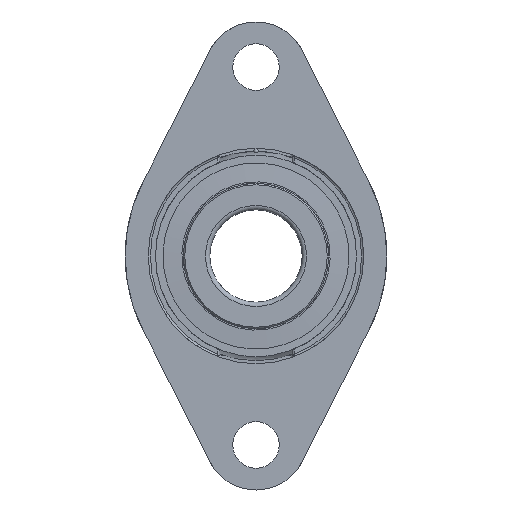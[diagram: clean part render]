
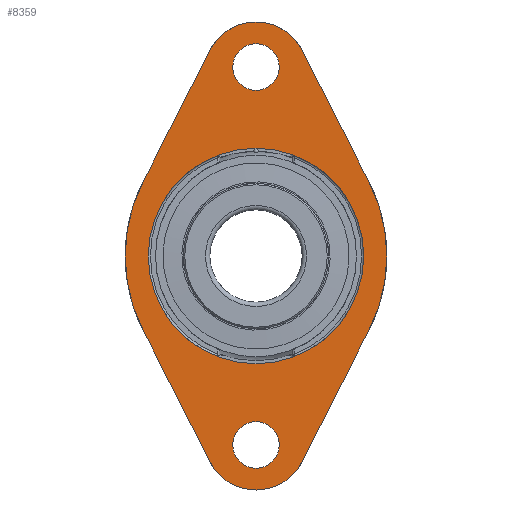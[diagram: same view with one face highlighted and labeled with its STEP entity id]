
A CAD part, left-side view. The second image highlights one B-rep face of the part: STEP entity #8359.
In plain terms, the highlighted face is planar.
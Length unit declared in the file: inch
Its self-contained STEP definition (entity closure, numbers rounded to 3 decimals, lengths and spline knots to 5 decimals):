
#360=CARTESIAN_POINT('',(1.00036,1.53198,-0.));
#361=VERTEX_POINT('',#360);
#368=CARTESIAN_POINT('',(-1.00036,1.53198,-0.));
#369=VERTEX_POINT('',#368);
#370=CARTESIAN_POINT('',(0.,-0.43588,0.));
#371=DIRECTION('',(-0.,0.,1.));
#372=DIRECTION('',(1.,0.,0.));
#373=AXIS2_PLACEMENT_3D('',#370,#371,#372);
#374=CIRCLE('',#373,2.20753);
#375=EDGE_CURVE('',#361,#369,#374,.T.);
#2482=CARTESIAN_POINT('',(-2.7865,0.624,-0.));
#2483=VERTEX_POINT('',#2482);
#2484=CARTESIAN_POINT('',(-1.00036,1.53198,-0.));
#2485=DIRECTION('',(-0.891,-0.453,0.));
#2486=VECTOR('',#2485,0.78885);
#2487=LINE('',#2484,#2486);
#2488=EDGE_CURVE('',#369,#2483,#2487,.T.);
#2616=CARTESIAN_POINT('',(-1.00036,-1.53198,0.));
#2617=VERTEX_POINT('',#2616);
#2624=CARTESIAN_POINT('',(1.00036,-1.53198,0.));
#2625=VERTEX_POINT('',#2624);
#2626=CARTESIAN_POINT('',(0.,0.43588,-0.));
#2627=DIRECTION('',(-0.,0.,1.));
#2628=DIRECTION('',(1.,0.,0.));
#2629=AXIS2_PLACEMENT_3D('',#2626,#2627,#2628);
#2630=CIRCLE('',#2629,2.20753);
#2631=EDGE_CURVE('',#2617,#2625,#2630,.T.);
#4738=CARTESIAN_POINT('',(2.7865,-0.624,0.));
#4739=VERTEX_POINT('',#4738);
#4740=CARTESIAN_POINT('',(1.00036,-1.53198,0.));
#4741=DIRECTION('',(0.891,0.453,-0.));
#4742=VECTOR('',#4741,0.78885);
#4743=LINE('',#4740,#4742);
#4744=EDGE_CURVE('',#2625,#4739,#4743,.T.);
#6334=CARTESIAN_POINT('',(2.7865,0.624,-0.));
#6335=VERTEX_POINT('',#6334);
#6336=CARTESIAN_POINT('',(2.46929,0.,-0.));
#6337=DIRECTION('',(-0.,0.,1.));
#6338=DIRECTION('',(1.,0.,0.));
#6339=AXIS2_PLACEMENT_3D('',#6336,#6337,#6338);
#6340=CIRCLE('',#6339,0.7);
#6341=EDGE_CURVE('',#4739,#6335,#6340,.T.);
#8142=CARTESIAN_POINT('',(-0.,-1.45997,0.));
#8143=VERTEX_POINT('',#8142);
#8174=CARTESIAN_POINT('',(0.,1.45997,0.));
#8175=VERTEX_POINT('',#8174);
#8176=CARTESIAN_POINT('',(0.,0.,0.));
#8177=DIRECTION('',(0.,0.,1.));
#8178=DIRECTION('',(0.,1.,-0.));
#8179=AXIS2_PLACEMENT_3D('',#8176,#8177,#8178);
#8180=CIRCLE('',#8179,1.45997);
#8181=EDGE_CURVE('',#8175,#8143,#8180,.T.);
#8183=CARTESIAN_POINT('',(0.,0.,0.));
#8184=DIRECTION('',(0.,0.,1.));
#8185=DIRECTION('',(0.,1.,-0.));
#8186=AXIS2_PLACEMENT_3D('',#8183,#8184,#8185);
#8187=CIRCLE('',#8186,1.45997);
#8188=EDGE_CURVE('',#8143,#8175,#8187,.T.);
#8260=CARTESIAN_POINT('',(2.24409,0.,-0.));
#8261=VERTEX_POINT('',#8260);
#8268=CARTESIAN_POINT('',(2.55906,0.,-0.));
#8269=DIRECTION('',(-0.,0.,1.));
#8270=DIRECTION('',(1.,0.,0.));
#8271=AXIS2_PLACEMENT_3D('',#8268,#8269,#8270);
#8272=CIRCLE('',#8271,0.31496);
#8273=EDGE_CURVE('',#8261,#8261,#8272,.T.);
#8286=CARTESIAN_POINT('',(-2.87402,0.,-0.));
#8287=VERTEX_POINT('',#8286);
#8294=CARTESIAN_POINT('',(-2.55906,0.,-0.));
#8295=DIRECTION('',(-0.,0.,1.));
#8296=DIRECTION('',(1.,0.,0.));
#8297=AXIS2_PLACEMENT_3D('',#8294,#8295,#8296);
#8298=CIRCLE('',#8297,0.31496);
#8299=EDGE_CURVE('',#8287,#8287,#8298,.T.);
#8307=CARTESIAN_POINT('',(-0.,-0.,0.));
#8308=DIRECTION('',(0.,0.,1.));
#8309=DIRECTION('',(1.,0.,0.));
#8310=AXIS2_PLACEMENT_3D('',#8307,#8308,#8309);
#8311=PLANE('',#8310);
#8312=ORIENTED_EDGE('',*,*,#8181,.T.);
#8313=ORIENTED_EDGE('',*,*,#8188,.T.);
#8314=EDGE_LOOP('',(#8312,#8313));
#8315=FACE_BOUND('',#8314,.T.);
#8316=ORIENTED_EDGE('',*,*,#2488,.F.);
#8317=ORIENTED_EDGE('',*,*,#375,.F.);
#8318=CARTESIAN_POINT('',(2.7865,0.624,-0.));
#8319=DIRECTION('',(-0.891,0.453,-0.));
#8320=VECTOR('',#8319,0.78885);
#8321=LINE('',#8318,#8320);
#8322=EDGE_CURVE('',#6335,#361,#8321,.T.);
#8323=ORIENTED_EDGE('',*,*,#8322,.F.);
#8324=ORIENTED_EDGE('',*,*,#6341,.F.);
#8325=ORIENTED_EDGE('',*,*,#4744,.F.);
#8326=ORIENTED_EDGE('',*,*,#2631,.F.);
#8327=CARTESIAN_POINT('',(-2.7865,-0.624,0.));
#8328=VERTEX_POINT('',#8327);
#8329=CARTESIAN_POINT('',(-2.7865,-0.624,0.));
#8330=DIRECTION('',(0.891,-0.453,0.));
#8331=VECTOR('',#8330,0.78885);
#8332=LINE('',#8329,#8331);
#8333=EDGE_CURVE('',#8328,#2617,#8332,.T.);
#8334=ORIENTED_EDGE('',*,*,#8333,.F.);
#8335=CARTESIAN_POINT('',(-3.16929,-0.,0.));
#8336=VERTEX_POINT('',#8335);
#8337=CARTESIAN_POINT('',(-2.46929,-0.,0.));
#8338=DIRECTION('',(-0.,0.,1.));
#8339=DIRECTION('',(1.,0.,0.));
#8340=AXIS2_PLACEMENT_3D('',#8337,#8338,#8339);
#8341=CIRCLE('',#8340,0.7);
#8342=EDGE_CURVE('',#8336,#8328,#8341,.T.);
#8343=ORIENTED_EDGE('',*,*,#8342,.F.);
#8344=CARTESIAN_POINT('',(-2.46929,-0.,0.));
#8345=DIRECTION('',(-0.,0.,1.));
#8346=DIRECTION('',(1.,0.,0.));
#8347=AXIS2_PLACEMENT_3D('',#8344,#8345,#8346);
#8348=CIRCLE('',#8347,0.7);
#8349=EDGE_CURVE('',#2483,#8336,#8348,.T.);
#8350=ORIENTED_EDGE('',*,*,#8349,.F.);
#8351=EDGE_LOOP('',(#8316,#8317,#8323,#8324,#8325,#8326,#8334,#8343,#8350));
#8352=FACE_BOUND('',#8351,.T.);
#8353=ORIENTED_EDGE('',*,*,#8299,.T.);
#8354=EDGE_LOOP('',(#8353));
#8355=FACE_BOUND('',#8354,.T.);
#8356=ORIENTED_EDGE('',*,*,#8273,.T.);
#8357=EDGE_LOOP('',(#8356));
#8358=FACE_BOUND('',#8357,.T.);
#8359=ADVANCED_FACE('',(#8315,#8352,#8355,#8358),#8311,.F.);
